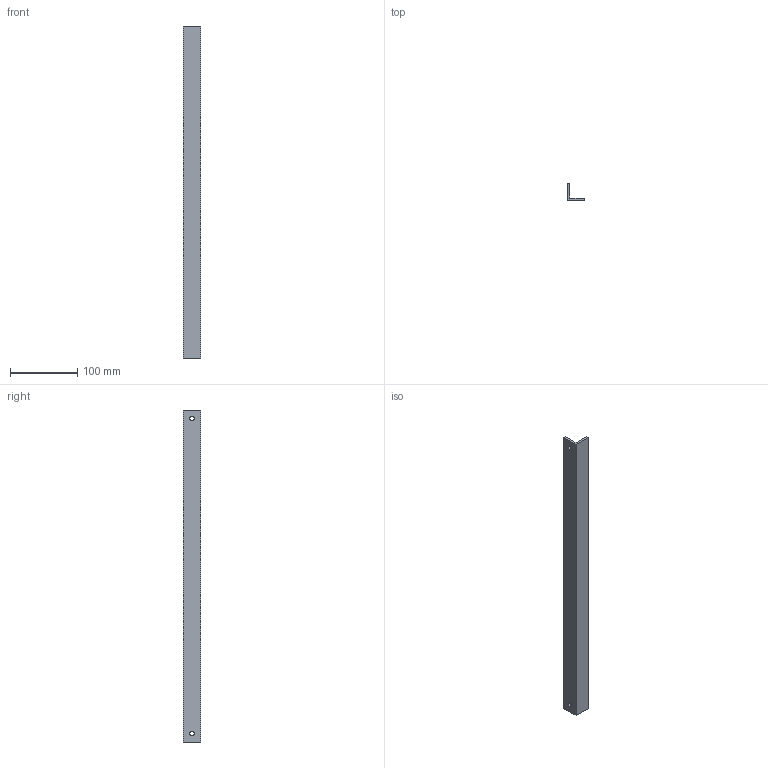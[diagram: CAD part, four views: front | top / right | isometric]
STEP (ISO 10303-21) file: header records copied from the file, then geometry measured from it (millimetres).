
FILE_DESCRIPTION(/* description */ (''),/* implementation_level */ '2;1');
FILE_NAME(/* name */ 'angle_L1.stp',/* time_stamp */ '2018-11-20T13:54:56-08:00',/* author */ ('ddeboer'),/* organization */ (''),/* preprocessor_version */ 'ST-DEVELOPER v16.5',/* originating_system */ 'Autodesk Inventor 2017',/* authorisation */ '');
FILE_SCHEMA (('AUTOMOTIVE_DESIGN { 1 0 10303 214 3 1 1 }'));
Length unit declared in the file: inch
Products named in the file (1): angle_L1
Bounding box: 25.4 x 25.4 x 492.12 mm (x, y, z)
Volume: 74186.2 mm3; surface area: 50293.7 mm2
Topology: 1 solids, 1 shells, 10 faces, 26 edges, 18 vertices
Faces by surface type: plane 8, cylinder 2
Full cylindrical faces by diameter (mm): 6.756 x2
Entity records: 322 total; most frequent: CARTESIAN_POINT 49, DIRECTION 48, ORIENTED_EDGE 44, EDGE_CURVE 22, LINE 18, VECTOR 18, EDGE_LOOP 16, VERTEX_POINT 16
